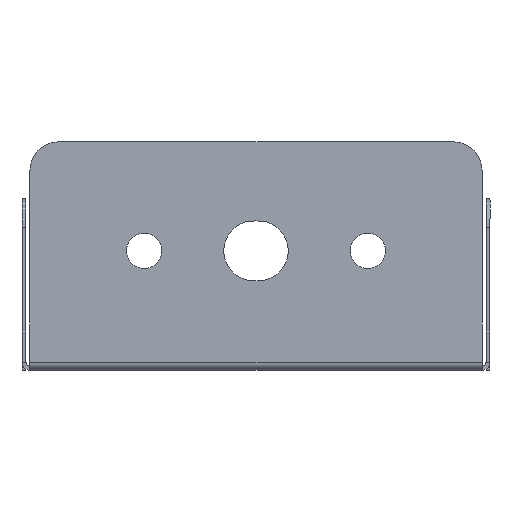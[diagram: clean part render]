
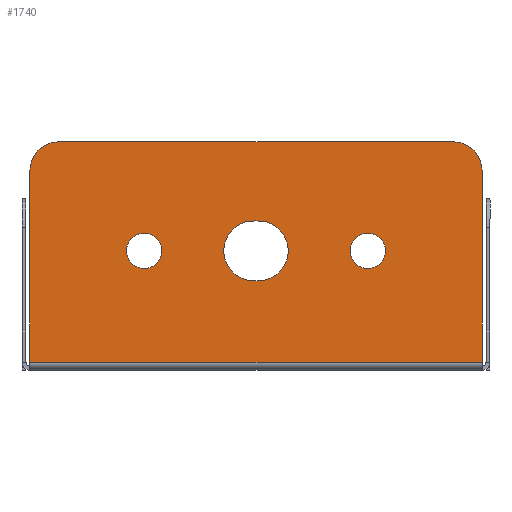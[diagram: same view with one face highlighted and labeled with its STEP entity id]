
A CAD part, front view. The second image highlights one B-rep face of the part: STEP entity #1740.
In plain terms, the highlighted planar face has unit normal (0, -1, 0).
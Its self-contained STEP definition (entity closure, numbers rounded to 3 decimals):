
#73=CARTESIAN_POINT('',(75.6,-1.4,40.));
#74=VERTEX_POINT('',#73);
#75=CARTESIAN_POINT('',(80.6,-1.4,35.0));
#76=VERTEX_POINT('',#75);
#77=CARTESIAN_POINT('',(75.6,-1.4,35.0));
#78=DIRECTION('',(0.0,1.0,0.0));
#79=DIRECTION('',(0.707,0.0,0.707));
#80=AXIS2_PLACEMENT_3D('',#77,#78,#79);
#81=CIRCLE('',#80,5.);
#82=EDGE_CURVE('',#74,#76,#81,.T.);
#124=CARTESIAN_POINT('',(6.4,-1.4,40.0));
#125=VERTEX_POINT('',#124);
#132=CARTESIAN_POINT('',(6.4,-1.4,40.0));
#133=DIRECTION('',(1.0,0.0,0.0));
#134=VECTOR('',#133,69.2);
#135=LINE('',#132,#134);
#136=EDGE_CURVE('',#125,#74,#135,.T.);
#229=CARTESIAN_POINT('',(1.4,-1.4,35.0));
#230=VERTEX_POINT('',#229);
#231=CARTESIAN_POINT('',(6.4,-1.4,35.0));
#232=DIRECTION('',(0.,1.0,0.));
#233=DIRECTION('',(-0.707,0.,0.707));
#234=AXIS2_PLACEMENT_3D('',#231,#232,#233);
#235=CIRCLE('',#234,5.);
#236=EDGE_CURVE('',#230,#125,#235,.T.);
#256=CARTESIAN_POINT('',(1.4,-1.4,1.4));
#257=VERTEX_POINT('',#256);
#264=CARTESIAN_POINT('',(1.4,-1.4,1.4));
#265=DIRECTION('',(0.0,0.0,1.0));
#266=VECTOR('',#265,33.6);
#267=LINE('',#264,#266);
#268=EDGE_CURVE('',#257,#230,#267,.T.);
#1523=CARTESIAN_POINT('',(24.5,-1.4,20.9));
#1524=VERTEX_POINT('',#1523);
#1525=CARTESIAN_POINT('',(21.4,-1.4,20.9));
#1526=DIRECTION('',(0.0,1.0,0.0));
#1527=DIRECTION('',(-1.0,0.0,0.0));
#1528=AXIS2_PLACEMENT_3D('',#1525,#1526,#1527);
#1529=CIRCLE('',#1528,3.1);
#1530=EDGE_CURVE('',#1524,#1524,#1529,.T.);
#1541=CARTESIAN_POINT('',(41.,-1.4,15.665));
#1542=VERTEX_POINT('',#1541);
#1549=CARTESIAN_POINT('',(41.,-1.4,26.135));
#1550=VERTEX_POINT('',#1549);
#1551=CARTESIAN_POINT('',(41.4,-1.4,20.9));
#1552=DIRECTION('',(0.0,1.0,0.0));
#1553=DIRECTION('',(-1.0,0.0,0.0));
#1554=AXIS2_PLACEMENT_3D('',#1551,#1552,#1553);
#1555=CIRCLE('',#1554,5.25);
#1556=EDGE_CURVE('',#1550,#1542,#1555,.T.);
#1574=CARTESIAN_POINT('',(40.6,-1.4,20.9));
#1575=DIRECTION('',(0.0,1.0,0.0));
#1576=DIRECTION('',(-1.0,0.0,0.0));
#1577=AXIS2_PLACEMENT_3D('',#1574,#1575,#1576);
#1578=CIRCLE('',#1577,5.25);
#1579=EDGE_CURVE('',#1542,#1550,#1578,.T.);
#1593=CARTESIAN_POINT('',(63.7,-1.4,20.9));
#1594=VERTEX_POINT('',#1593);
#1595=CARTESIAN_POINT('',(60.6,-1.4,20.9));
#1596=DIRECTION('',(0.0,1.0,0.0));
#1597=DIRECTION('',(-1.0,0.0,0.0));
#1598=AXIS2_PLACEMENT_3D('',#1595,#1596,#1597);
#1599=CIRCLE('',#1598,3.1);
#1600=EDGE_CURVE('',#1594,#1594,#1599,.T.);
#1610=CARTESIAN_POINT('',(80.6,-1.4,1.4));
#1611=VERTEX_POINT('',#1610);
#1612=CARTESIAN_POINT('',(1.4,-1.4,1.4));
#1613=DIRECTION('',(1.0,0.0,0.0));
#1614=VECTOR('',#1613,79.2);
#1615=LINE('',#1612,#1614);
#1616=EDGE_CURVE('',#257,#1611,#1615,.T.);
#1651=CARTESIAN_POINT('',(80.6,-1.4,35.0));
#1652=DIRECTION('',(0.0,0.0,-1.0));
#1653=VECTOR('',#1652,33.6);
#1654=LINE('',#1651,#1653);
#1655=EDGE_CURVE('',#76,#1611,#1654,.T.);
#1717=CARTESIAN_POINT('',(41.,-1.4,19.908));
#1718=DIRECTION('',(0.0,1.0,0.0));
#1719=DIRECTION('',(1.0,0.0,0.0));
#1720=AXIS2_PLACEMENT_3D('',#1717,#1718,#1719);
#1721=PLANE('',#1720);
#1722=ORIENTED_EDGE('',*,*,#82,.F.);
#1723=ORIENTED_EDGE('',*,*,#136,.F.);
#1724=ORIENTED_EDGE('',*,*,#236,.F.);
#1725=ORIENTED_EDGE('',*,*,#268,.F.);
#1726=ORIENTED_EDGE('',*,*,#1616,.T.);
#1727=ORIENTED_EDGE('',*,*,#1655,.F.);
#1728=EDGE_LOOP('',(#1722,#1723,#1724,#1725,#1726,#1727));
#1729=FACE_OUTER_BOUND('',#1728,.T.);
#1730=ORIENTED_EDGE('',*,*,#1530,.T.);
#1731=EDGE_LOOP('',(#1730));
#1732=FACE_BOUND('',#1731,.T.);
#1733=ORIENTED_EDGE('',*,*,#1579,.T.);
#1734=ORIENTED_EDGE('',*,*,#1556,.T.);
#1735=EDGE_LOOP('',(#1733,#1734));
#1736=FACE_BOUND('',#1735,.T.);
#1737=ORIENTED_EDGE('',*,*,#1600,.T.);
#1738=EDGE_LOOP('',(#1737));
#1739=FACE_BOUND('',#1738,.T.);
#1740=ADVANCED_FACE('',(#1729,#1732,#1736,#1739),#1721,.F.);
